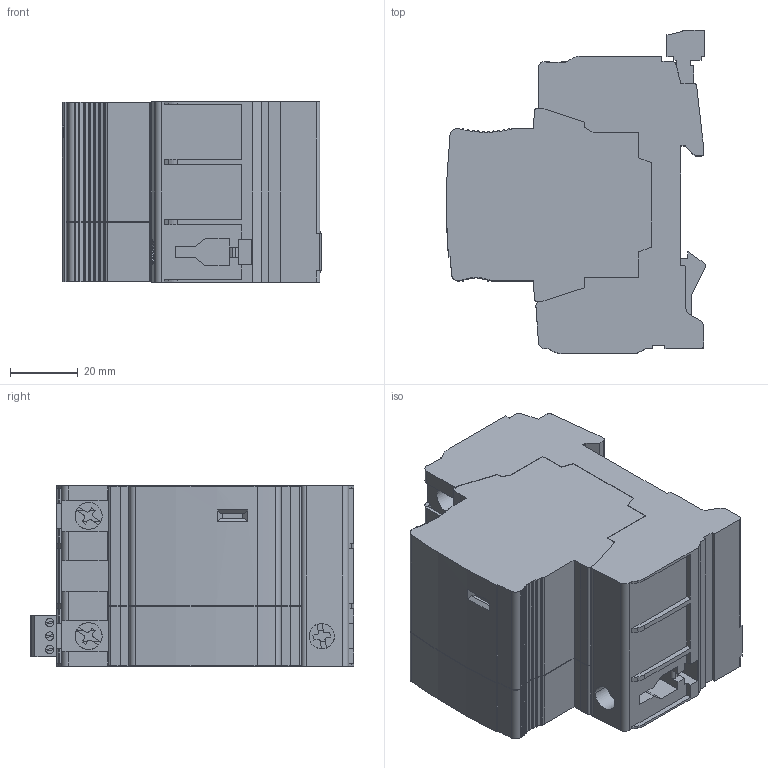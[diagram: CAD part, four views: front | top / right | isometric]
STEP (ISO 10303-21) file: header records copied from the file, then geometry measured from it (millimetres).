
FILE_DESCRIPTION((''),'2;1');
FILE_NAME('B80001524','2017-03-03T',('FRJEGUI'),(''),'CREO PARAMETRIC BY PTC INC, 2016380','CREO PARAMETRIC BY PTC INC, 2016380','');
FILE_SCHEMA(('CONFIG_CONTROL_DESIGN'));
Length unit declared in the file: millimetre
Products named in the file (1): B80001524
Bounding box: 76.67 x 95.8 x 53.4 mm (x, y, z)
Volume: 259705.8 mm3; surface area: 39646.8 mm2
Topology: 1 solids, 1 shells, 674 faces, 1968 edges, 1300 vertices
Faces by surface type: plane 500, cylinder 172, cone 2
Entity records: 22254 total; most frequent: CARTESIAN_POINT 4002, ORIENTED_EDGE 3936, DIRECTION 3682, EDGE_CURVE 1968, VECTOR 1590, LINE 1590, VERTEX_POINT 1300, AXIS2_PLACEMENT_3D 1046
